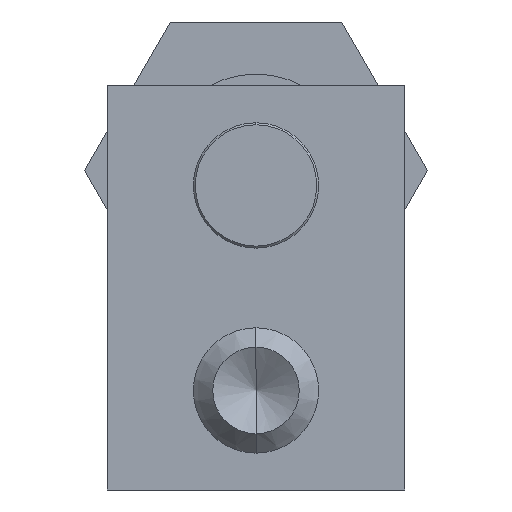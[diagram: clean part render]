
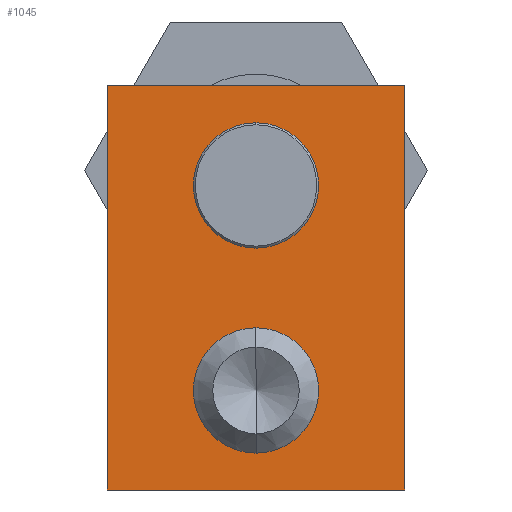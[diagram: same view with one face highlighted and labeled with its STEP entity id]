
A CAD part, front view. The second image highlights one B-rep face of the part: STEP entity #1045.
In plain terms, the highlighted planar face has unit normal (0, -1, 0).
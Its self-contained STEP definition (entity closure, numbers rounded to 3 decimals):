
#217 = CARTESIAN_POINT ( 'NONE',  ( 0., 0., 14.121 ) ) ;
#627 = EDGE_CURVE ( 'NONE', #636, #632, #1627, .T. ) ;
#632 = VERTEX_POINT ( 'NONE', #1779 ) ;
#636 = VERTEX_POINT ( 'NONE', #1704 ) ;
#856 = ORIENTED_EDGE ( 'NONE', *, *, #968, .T. ) ;
#869 = EDGE_CURVE ( 'NONE', #1047, #1079, #2055, .T. ) ;
#884 = VERTEX_POINT ( 'NONE', #2042 ) ;
#968 = EDGE_CURVE ( 'NONE', #632, #636, #2056, .T. ) ;
#969 = ORIENTED_EDGE ( 'NONE', *, *, #1011, .F. ) ;
#970 = EDGE_LOOP ( 'NONE', ( #1008, #1024, #969, #1009 ) ) ;
#972 = ORIENTED_EDGE ( 'NONE', *, *, #627, .T. ) ;
#973 = EDGE_CURVE ( 'NONE', #1079, #1047, #2029, .T. ) ;
#1003 = EDGE_LOOP ( 'NONE', ( #1005, #1004 ) ) ;
#1004 = ORIENTED_EDGE ( 'NONE', *, *, #869, .T. ) ;
#1005 = ORIENTED_EDGE ( 'NONE', *, *, #973, .T. ) ;
#1007 = EDGE_CURVE ( 'NONE', #884, #1076, #2238, .T. ) ;
#1008 = ORIENTED_EDGE ( 'NONE', *, *, #1007, .T. ) ;
#1009 = ORIENTED_EDGE ( 'NONE', *, *, #1044, .T. ) ;
#1011 = EDGE_CURVE ( 'NONE', #1067, #1063, #2031, .T. ) ;
#1024 = ORIENTED_EDGE ( 'NONE', *, *, #1072, .F. ) ;
#1044 = EDGE_CURVE ( 'NONE', #1067, #884, #2140, .T. ) ;
#1045 = ADVANCED_FACE ( 'NONE', ( #2150, #2036, #2142 ), #2141, .F. ) ;
#1046 = EDGE_LOOP ( 'NONE', ( #856, #972 ) ) ;
#1047 = VERTEX_POINT ( 'NONE', #2155 ) ;
#1063 = VERTEX_POINT ( 'NONE', #2120 ) ;
#1067 = VERTEX_POINT ( 'NONE', #2108 ) ;
#1072 = EDGE_CURVE ( 'NONE', #1063, #1076, #1541, .T. ) ;
#1076 = VERTEX_POINT ( 'NONE', #2117 ) ;
#1079 = VERTEX_POINT ( 'NONE', #217 ) ;
#1541 = LINE ( 'NONE', #1792, #1830 ) ;
#1627 = CIRCLE ( 'NONE', #1789, 5.358 ) ;
#1704 = CARTESIAN_POINT ( 'NONE',  ( 0., 0., -14.121 ) ) ;
#1779 = CARTESIAN_POINT ( 'NONE',  ( 0., 0., -3.405 ) ) ;
#1786 = DIRECTION ( 'NONE',  ( 0., 0., 1. ) ) ;
#1787 = DIRECTION ( 'NONE',  ( 0., 1., 0. ) ) ;
#1788 = CARTESIAN_POINT ( 'NONE',  ( 0., 0., -8.763 ) ) ;
#1789 = AXIS2_PLACEMENT_3D ( 'NONE', #1788, #1787, #1786 ) ;
#1792 = CARTESIAN_POINT ( 'NONE',  ( 12.7, 0., 17.272 ) ) ;
#1830 = VECTOR ( 'NONE', #1836, 1000. ) ;
#1836 = DIRECTION ( 'NONE',  ( 0., 0., -1. ) ) ;
#2024 = DIRECTION ( 'NONE',  ( 0., 0., 1. ) ) ;
#2025 = DIRECTION ( 'NONE',  ( 0., 1., 0. ) ) ;
#2026 = CARTESIAN_POINT ( 'NONE',  ( 0., 0., -8.763 ) ) ;
#2027 = AXIS2_PLACEMENT_3D ( 'NONE', #2026, #2025, #2024 ) ;
#2028 = AXIS2_PLACEMENT_3D ( 'NONE', #2038, #2240, #2239 ) ;
#2029 = CIRCLE ( 'NONE', #2028, 5.358 ) ;
#2030 = CARTESIAN_POINT ( 'NONE',  ( -12.7, 0., 17.272 ) ) ;
#2031 = LINE ( 'NONE', #2030, #2164 ) ;
#2036 = FACE_BOUND ( 'NONE', #1003, .T. ) ;
#2038 = CARTESIAN_POINT ( 'NONE',  ( 0., 0., 8.763 ) ) ;
#2042 = CARTESIAN_POINT ( 'NONE',  ( -12.7, 0., -17.272 ) ) ;
#2051 = DIRECTION ( 'NONE',  ( 0., 0., 1. ) ) ;
#2052 = DIRECTION ( 'NONE',  ( 0., 1., 0. ) ) ;
#2053 = CARTESIAN_POINT ( 'NONE',  ( 0., 0., 8.763 ) ) ;
#2054 = AXIS2_PLACEMENT_3D ( 'NONE', #2053, #2052, #2051 ) ;
#2055 = CIRCLE ( 'NONE', #2054, 5.358 ) ;
#2056 = CIRCLE ( 'NONE', #2027, 5.358 ) ;
#2108 = CARTESIAN_POINT ( 'NONE',  ( -12.7, 0., 17.272 ) ) ;
#2117 = CARTESIAN_POINT ( 'NONE',  ( 12.7, 0., -17.272 ) ) ;
#2120 = CARTESIAN_POINT ( 'NONE',  ( 12.7, 0., 17.272 ) ) ;
#2132 = DIRECTION ( 'NONE',  ( 0., 0., 1. ) ) ;
#2133 = DIRECTION ( 'NONE',  ( 0., 1., 0. ) ) ;
#2134 = CARTESIAN_POINT ( 'NONE',  ( -12.7, 0., 17.272 ) ) ;
#2136 = DIRECTION ( 'NONE',  ( 0., 0., -1. ) ) ;
#2137 = VECTOR ( 'NONE', #2136, 1000. ) ;
#2138 = CARTESIAN_POINT ( 'NONE',  ( -12.7, 0., 17.272 ) ) ;
#2140 = LINE ( 'NONE', #2138, #2137 ) ;
#2141 = PLANE ( 'NONE',  #2149 ) ;
#2142 = FACE_OUTER_BOUND ( 'NONE', #970, .T. ) ;
#2149 = AXIS2_PLACEMENT_3D ( 'NONE', #2134, #2133, #2132 ) ;
#2150 = FACE_BOUND ( 'NONE', #1046, .T. ) ;
#2155 = CARTESIAN_POINT ( 'NONE',  ( 0., 0., 3.405 ) ) ;
#2163 = DIRECTION ( 'NONE',  ( 1., 0., 0. ) ) ;
#2164 = VECTOR ( 'NONE', #2163, 1000. ) ;
#2232 = DIRECTION ( 'NONE',  ( 1., 0., 0. ) ) ;
#2233 = VECTOR ( 'NONE', #2232, 1000. ) ;
#2237 = CARTESIAN_POINT ( 'NONE',  ( -12.7, 0., -17.272 ) ) ;
#2238 = LINE ( 'NONE', #2237, #2233 ) ;
#2239 = DIRECTION ( 'NONE',  ( 0., 0., 1. ) ) ;
#2240 = DIRECTION ( 'NONE',  ( 0., 1., 0. ) ) ;
